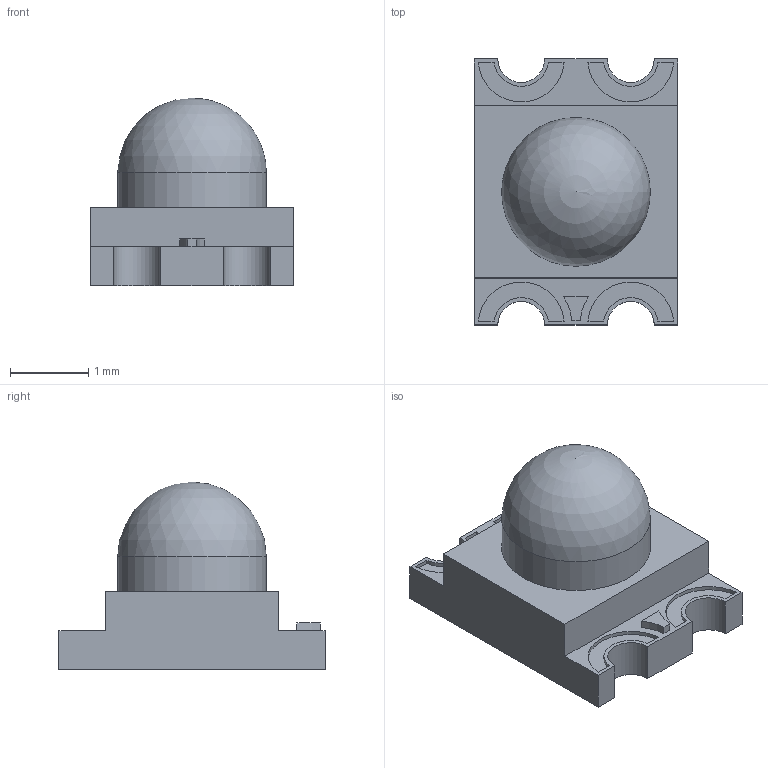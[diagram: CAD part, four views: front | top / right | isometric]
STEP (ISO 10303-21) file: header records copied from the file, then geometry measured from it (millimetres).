
FILE_DESCRIPTION(('FreeCAD Model'),'2;1');
FILE_NAME('LED_Kingbright_KPBD-3224.step','2020-01-14T09:16:12',( 'kicad StepUp'),('ksu MCAD'),'Open CASCADE STEP processor 7.3', 'FreeCAD','Unknown');
FILE_SCHEMA(('AUTOMOTIVE_DESIGN { 1 0 10303 214 1 1 1 1 }'));
Length unit declared in the file: millimetre
Products named in the file (1): LED_Kingbright_KPBD-3224
Bounding box: 2.6 x 3.4 x 2.4 mm (x, y, z)
Volume: 10 mm3; surface area: 34.3 mm2
Topology: 1 solids, 1 shells, 45 faces, 115 edges, 77 vertices
Faces by surface type: plane 29, cylinder 15, sphere 1
Full cylindrical faces by diameter (mm): 1.9 x1
Entity records: 1696 total; most frequent: CARTESIAN_POINT 244, DIRECTION 236, ORIENTED_EDGE 228, EDGE_CURVE 114, LINE 80, VECTOR 80, AXIS2_PLACEMENT_3D 78, VERTEX_POINT 77
